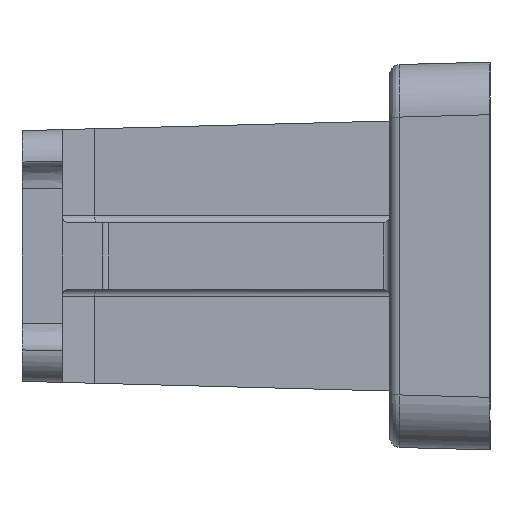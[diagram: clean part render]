
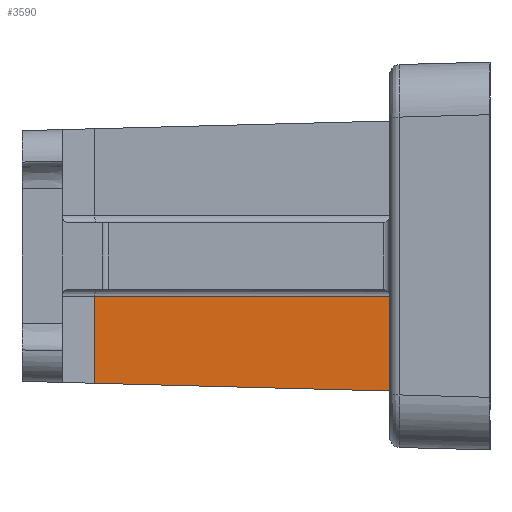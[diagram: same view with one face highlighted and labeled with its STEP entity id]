
A CAD part, left-side view. The second image highlights one B-rep face of the part: STEP entity #3590.
In plain terms, the highlighted planar face has unit normal (-1, 0, 0).
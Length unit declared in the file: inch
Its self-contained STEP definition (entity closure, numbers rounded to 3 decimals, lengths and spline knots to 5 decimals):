
#90=PLANE('',#3910);
#267=LINE('',#5527,#603);
#277=LINE('',#5568,#613);
#278=LINE('',#5570,#614);
#279=LINE('',#5572,#615);
#280=LINE('',#5574,#616);
#281=LINE('',#5576,#617);
#282=LINE('',#5579,#618);
#283=LINE('',#5580,#619);
#603=VECTOR('',#4435,0.07542);
#613=VECTOR('',#4459,0.1);
#614=VECTOR('',#4460,0.44128);
#615=VECTOR('',#4461,0.13035);
#616=VECTOR('',#4462,0.44143);
#617=VECTOR('',#4463,0.06954);
#618=VECTOR('',#4466,0.12605);
#619=VECTOR('',#4467,0.09003);
#1010=FACE_OUTER_BOUND('',#1220,.T.);
#1220=EDGE_LOOP('',(#2641,#2642,#2643,#2644,#2645,#2646,#2647,#2648,#2649));
#1501=CIRCLE('',#3911,0.015);
#1661=VERTEX_POINT('',#5524);
#1662=VERTEX_POINT('',#5526);
#1669=VERTEX_POINT('',#5566);
#1670=VERTEX_POINT('',#5567);
#1671=VERTEX_POINT('',#5569);
#1672=VERTEX_POINT('',#5571);
#1673=VERTEX_POINT('',#5573);
#1674=VERTEX_POINT('',#5575);
#1675=VERTEX_POINT('',#5578);
#2042=EDGE_CURVE('',#1661,#1662,#267,.T.);
#2057=EDGE_CURVE('',#1669,#1670,#277,.T.);
#2058=EDGE_CURVE('',#1669,#1671,#278,.T.);
#2059=EDGE_CURVE('',#1671,#1672,#279,.T.);
#2060=EDGE_CURVE('',#1672,#1673,#280,.T.);
#2061=EDGE_CURVE('',#1674,#1673,#281,.T.);
#2062=EDGE_CURVE('',#1662,#1674,#1501,.T.);
#2063=EDGE_CURVE('',#1661,#1675,#282,.T.);
#2064=EDGE_CURVE('',#1675,#1670,#283,.T.);
#2641=ORIENTED_EDGE('',*,*,#2057,.F.);
#2642=ORIENTED_EDGE('',*,*,#2058,.T.);
#2643=ORIENTED_EDGE('',*,*,#2059,.T.);
#2644=ORIENTED_EDGE('',*,*,#2060,.T.);
#2645=ORIENTED_EDGE('',*,*,#2061,.F.);
#2646=ORIENTED_EDGE('',*,*,#2062,.F.);
#2647=ORIENTED_EDGE('',*,*,#2042,.F.);
#2648=ORIENTED_EDGE('',*,*,#2063,.T.);
#2649=ORIENTED_EDGE('',*,*,#2064,.T.);
#3590=ADVANCED_FACE('',(#1010),#90,.F.);
#3910=AXIS2_PLACEMENT_3D('',#5565,#4457,#4458);
#3911=AXIS2_PLACEMENT_3D('',#5577,#4464,#4465);
#4435=DIRECTION('',(0.,1.,0.026));
#4457=DIRECTION('center_axis',(1.,0.,0.));
#4458=DIRECTION('ref_axis',(0.,0.,-1.));
#4459=DIRECTION('',(0.,0.,-1.));
#4460=DIRECTION('',(0.,1.,0.));
#4461=DIRECTION('',(0.,0.,-1.));
#4462=DIRECTION('',(0.,-1.,-0.026));
#4463=DIRECTION('',(0.,0.,1.));
#4464=DIRECTION('center_axis',(1.,0.,0.));
#4465=DIRECTION('ref_axis',(0.,0.,1.));
#4466=DIRECTION('',(0.,0.,1.));
#4467=DIRECTION('',(0.,1.,0.026));
#5524=CARTESIAN_POINT('',(1.67628,-0.09,-0.28841));
#5526=CARTESIAN_POINT('',(1.67628,-0.01461,-0.28643));
#5527=CARTESIAN_POINT('',(1.67628,-0.09,-0.28841));
#5565=CARTESIAN_POINT('Origin',(1.67628,0.44128,-0.25));
#5566=CARTESIAN_POINT('',(1.67628,0.,-0.06));
#5567=CARTESIAN_POINT('',(1.67628,0.,-0.16));
#5568=CARTESIAN_POINT('',(1.67628,0.,-0.06));
#5569=CARTESIAN_POINT('',(1.67628,0.44128,-0.06));
#5570=CARTESIAN_POINT('',(1.67628,0.,-0.06));
#5571=CARTESIAN_POINT('',(1.67628,0.44128,-0.19035));
#5572=CARTESIAN_POINT('',(1.67628,0.44128,-0.06));
#5573=CARTESIAN_POINT('',(1.67628,0.,-0.2019));
#5574=CARTESIAN_POINT('',(1.67628,0.44128,-0.19035));
#5575=CARTESIAN_POINT('',(1.67628,0.,-0.27144));
#5576=CARTESIAN_POINT('',(1.67628,0.,-0.27144));
#5577=CARTESIAN_POINT('Origin',(1.67628,-0.015,-0.27144));
#5578=CARTESIAN_POINT('',(1.67628,-0.09,-0.16236));
#5579=CARTESIAN_POINT('',(1.67628,-0.09,-0.28841));
#5580=CARTESIAN_POINT('',(1.67628,-0.09,-0.16236));
